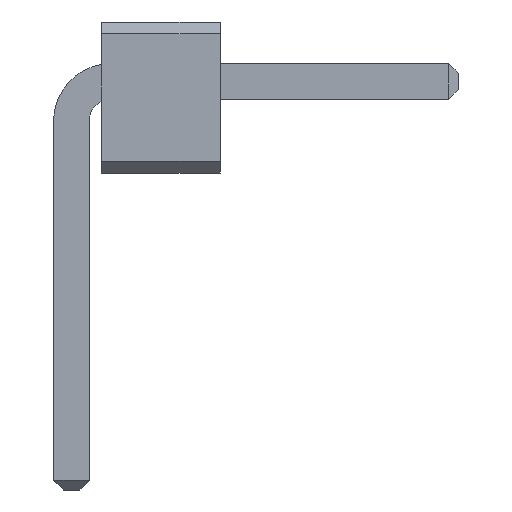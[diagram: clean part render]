
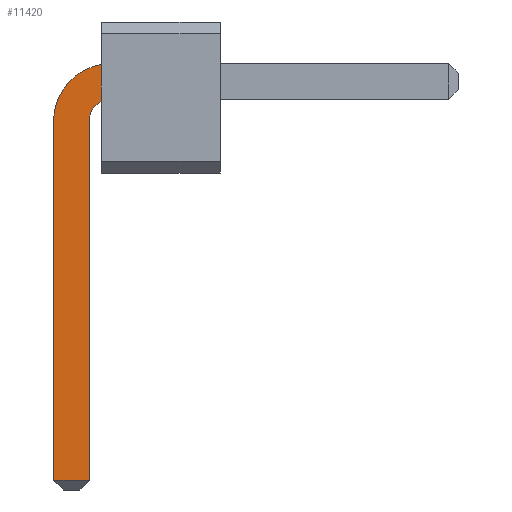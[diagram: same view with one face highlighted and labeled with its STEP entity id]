
A CAD part, front view. The second image highlights one B-rep face of the part: STEP entity #11420.
In plain terms, the highlighted planar face has unit normal (0, -1, 0).
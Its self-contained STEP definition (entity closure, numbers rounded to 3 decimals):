
#4150 = VERTEX_POINT('',#4151);
#4151 = CARTESIAN_POINT('',(0.25,-30.15,0.779));
#4159 = EDGE_CURVE('',#4150,#4160,#4162,.T.);
#4160 = VERTEX_POINT('',#4161);
#4161 = CARTESIAN_POINT('',(0.25,-30.15,0.467));
#4162 = LINE('',#4163,#4164);
#4163 = CARTESIAN_POINT('',(0.25,-30.15,0.1));
#4164 = VECTOR('',#4165,1.);
#4165 = DIRECTION('',(0.,0.,-1.));
#11335 = VERTEX_POINT('',#11336);
#11336 = CARTESIAN_POINT('',(-0.15,-30.15,0.335));
#11342 = EDGE_CURVE('',#11335,#4150,#11343,.T.);
#11343 = CIRCLE('',#11344,0.485);
#11344 = AXIS2_PLACEMENT_3D('',#11345,#11346,#11347);
#11345 = CARTESIAN_POINT('',(0.333,-30.15,0.302));
#11346 = DIRECTION('',(0.,1.,0.));
#11347 = DIRECTION('',(-0.998,0.,
0.069));
#11401 = EDGE_CURVE('',#4160,#11402,#11404,.T.);
#11402 = VERTEX_POINT('',#11403);
#11403 = CARTESIAN_POINT('',(0.15,-30.15,0.335));
#11404 = CIRCLE('',#11405,0.194);
#11405 = AXIS2_PLACEMENT_3D('',#11406,#11407,#11408);
#11406 = CARTESIAN_POINT('',(0.34,-30.15,0.295));
#11407 = DIRECTION('',(0.,-1.,0.));
#11408 = DIRECTION('',(-0.207,0.,0.978
));
#11420 = ADVANCED_FACE('',(#11421),#11448,.F.);
#11421 = FACE_BOUND('',#11422,.F.);
#11422 = EDGE_LOOP('',(#11423,#11424,#11425,#11433,#11441,#11447));
#11423 = ORIENTED_EDGE('',*,*,#4159,.T.);
#11424 = ORIENTED_EDGE('',*,*,#11401,.T.);
#11425 = ORIENTED_EDGE('',*,*,#11426,.T.);
#11426 = EDGE_CURVE('',#11402,#11427,#11429,.T.);
#11427 = VERTEX_POINT('',#11428);
#11428 = CARTESIAN_POINT('',(0.15,-30.15,-2.72));
#11429 = LINE('',#11430,#11431);
#11430 = CARTESIAN_POINT('',(0.15,-30.15,0.335));
#11431 = VECTOR('',#11432,1.);
#11432 = DIRECTION('',(0.,0.,-1.));
#11433 = ORIENTED_EDGE('',*,*,#11434,.T.);
#11434 = EDGE_CURVE('',#11427,#11435,#11437,.T.);
#11435 = VERTEX_POINT('',#11436);
#11436 = CARTESIAN_POINT('',(-0.15,-30.15,-2.72));
#11437 = LINE('',#11438,#11439);
#11438 = CARTESIAN_POINT('',(0.15,-30.15,-2.72));
#11439 = VECTOR('',#11440,1.);
#11440 = DIRECTION('',(-1.,0.,0.));
#11441 = ORIENTED_EDGE('',*,*,#11442,.T.);
#11442 = EDGE_CURVE('',#11435,#11335,#11443,.T.);
#11443 = LINE('',#11444,#11445);
#11444 = CARTESIAN_POINT('',(-0.15,-30.15,-2.8));
#11445 = VECTOR('',#11446,1.);
#11446 = DIRECTION('',(0.,0.,1.));
#11447 = ORIENTED_EDGE('',*,*,#11342,.T.);
#11448 = PLANE('',#11449);
#11449 = AXIS2_PLACEMENT_3D('',#11450,#11451,#11452);
#11450 = CARTESIAN_POINT('',(0.841,-30.15,-0.301));
#11451 = DIRECTION('',(0.,1.,-0.));
#11452 = DIRECTION('',(0.,0.,-1.));
